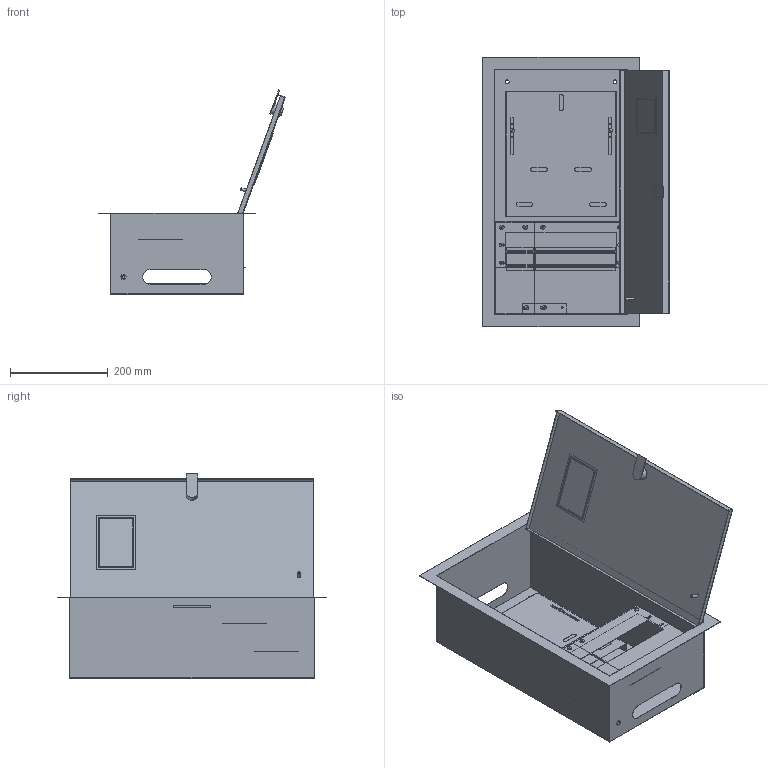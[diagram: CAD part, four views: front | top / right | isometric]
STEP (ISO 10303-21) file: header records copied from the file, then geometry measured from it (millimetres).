
FILE_DESCRIPTION (( 'STEP AP214' ), '1' );
FILE_NAME ('ShURV-3_12zo-1.STEP', '2017-01-09T12:20:41', ( 'user' ), ( '' ), 'SwSTEP 2.0', 'SolidWorks 2014', '' );
FILE_SCHEMA (( 'AUTOMOTIVE_DESIGN' ));
Length unit declared in the file: millimetre
Products named in the file (9): ShURV-3_12zo-1; Dver_SHURV_3_12; Obolochka_SHURV_3_12; STEKLO_IEK; DIN-Reika_5; Panel_Lev_-01; Panel_-01; Panel_Prav_-01; SC GOST 17473_gost_‚¨­â A.M5x10 ƒŽ‘’ 17473-80
Assembly tree (17 placements, depth 2):
  ShURV-3_12zo-1
    Obolochka_SHURV_3_12
    DIN-Reika_5
    Panel_-01
    Panel_Lev_-01
    Panel_Prav_-01
    Dver_SHURV_3_12
    STEKLO_IEK
    SC GOST 17473_gost_‚¨­â A.M5x10 ƒŽ‘’ 17473-80  x10
Bounding box: 380.76 x 550 x 416.52 mm (x, y, z)
Volume: 656236.2 mm3; surface area: 1449632.6 mm2
Topology: 20 solids, 20 shells, 447 faces, 1109 edges, 726 vertices
Faces by surface type: plane 293, cylinder 130, sphere 20, cone 4
Entity records: 11865 total; most frequent: DIRECTION 1959, CARTESIAN_POINT 1951, ORIENTED_EDGE 1894, EDGE_CURVE 947, LINE 707, VECTOR 707, AXIS2_PLACEMENT_3D 626, VERTEX_POINT 618
